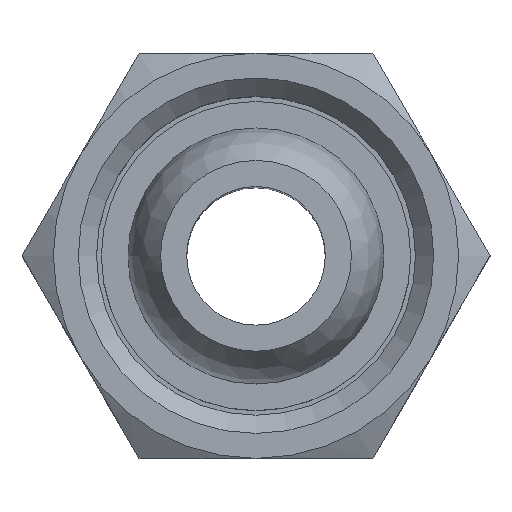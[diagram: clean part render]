
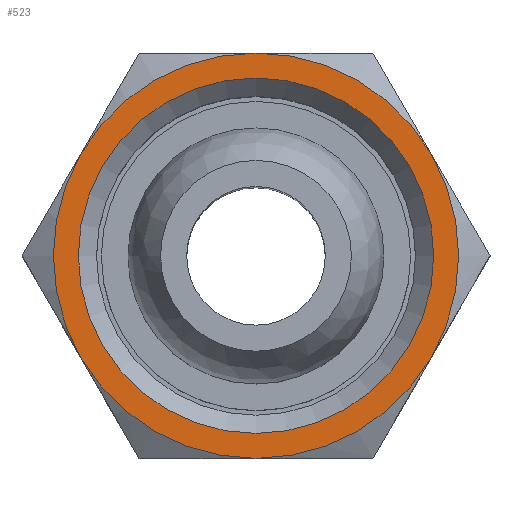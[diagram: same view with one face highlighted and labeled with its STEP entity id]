
A CAD part, top view. The second image highlights one B-rep face of the part: STEP entity #523.
In plain terms, the highlighted planar face has unit normal (0, 0, 1).
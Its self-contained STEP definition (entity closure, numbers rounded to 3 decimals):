
#44=PLANE('',#585);
#60=CIRCLE('',#574,9.5);
#61=CIRCLE('',#576,9.5);
#62=CIRCLE('',#578,9.5);
#63=CIRCLE('',#580,9.5);
#64=CIRCLE('',#582,9.5);
#65=CIRCLE('',#584,9.5);
#66=CIRCLE('',#586,8.331);
#114=ORIENTED_EDGE('',*,*,#235,.F.);
#115=ORIENTED_EDGE('',*,*,#232,.F.);
#116=ORIENTED_EDGE('',*,*,#230,.F.);
#117=ORIENTED_EDGE('',*,*,#244,.F.);
#118=ORIENTED_EDGE('',*,*,#241,.F.);
#119=ORIENTED_EDGE('',*,*,#238,.F.);
#120=ORIENTED_EDGE('',*,*,#246,.T.);
#230=EDGE_CURVE('',#296,#295,#60,.T.);
#232=EDGE_CURVE('',#295,#298,#61,.T.);
#235=EDGE_CURVE('',#298,#300,#62,.T.);
#238=EDGE_CURVE('',#300,#302,#63,.T.);
#241=EDGE_CURVE('',#302,#304,#64,.T.);
#244=EDGE_CURVE('',#304,#296,#65,.T.);
#246=EDGE_CURVE('',#306,#306,#66,.T.);
#295=VERTEX_POINT('',#825);
#296=VERTEX_POINT('',#830);
#298=VERTEX_POINT('',#839);
#300=VERTEX_POINT('',#851);
#302=VERTEX_POINT('',#863);
#304=VERTEX_POINT('',#875);
#306=VERTEX_POINT('',#893);
#372=EDGE_LOOP('',(#114,#115,#116,#117,#118,#119));
#373=EDGE_LOOP('',(#120));
#440=FACE_BOUND('',#372,.T.);
#441=FACE_BOUND('',#373,.T.);
#523=ADVANCED_FACE('',(#440,#441),#44,.F.);
#574=AXIS2_PLACEMENT_3D('',#831,#656,#657);
#576=AXIS2_PLACEMENT_3D('',#838,#660,#661);
#578=AXIS2_PLACEMENT_3D('',#850,#664,#665);
#580=AXIS2_PLACEMENT_3D('',#862,#668,#669);
#582=AXIS2_PLACEMENT_3D('',#874,#672,#673);
#584=AXIS2_PLACEMENT_3D('',#886,#676,#677);
#585=AXIS2_PLACEMENT_3D('',#891,#678,#679);
#586=AXIS2_PLACEMENT_3D('',#892,#680,#681);
#656=DIRECTION('',(0.,0.,-1.));
#657=DIRECTION('',(-1.,0.,0.));
#660=DIRECTION('',(0.,0.,-1.));
#661=DIRECTION('',(-1.,0.,0.));
#664=DIRECTION('',(0.,0.,-1.));
#665=DIRECTION('',(-1.,0.,0.));
#668=DIRECTION('',(0.,0.,-1.));
#669=DIRECTION('',(-1.,0.,0.));
#672=DIRECTION('',(0.,0.,-1.));
#673=DIRECTION('',(-1.,0.,0.));
#676=DIRECTION('',(0.,0.,-1.));
#677=DIRECTION('',(-1.,0.,0.));
#678=DIRECTION('',(0.,0.,-1.));
#679=DIRECTION('',(-1.,0.,0.));
#680=DIRECTION('',(0.,0.,-1.));
#681=DIRECTION('',(-1.,0.,0.));
#825=CARTESIAN_POINT('',(-8.227,4.75,0.));
#830=CARTESIAN_POINT('',(-8.227,-4.75,0.));
#831=CARTESIAN_POINT('',(0.,0.,0.));
#838=CARTESIAN_POINT('',(0.,0.,0.));
#839=CARTESIAN_POINT('',(0.,9.5,0.));
#850=CARTESIAN_POINT('',(0.,0.,0.));
#851=CARTESIAN_POINT('',(8.227,4.75,0.));
#862=CARTESIAN_POINT('',(0.,0.,0.));
#863=CARTESIAN_POINT('',(8.227,-4.75,0.));
#874=CARTESIAN_POINT('',(0.,0.,0.));
#875=CARTESIAN_POINT('',(0.,-9.5,0.));
#886=CARTESIAN_POINT('',(0.,0.,0.));
#891=CARTESIAN_POINT('',(0.,0.,0.));
#892=CARTESIAN_POINT('',(0.,0.,0.));
#893=CARTESIAN_POINT('',(-8.331,0.,0.));
